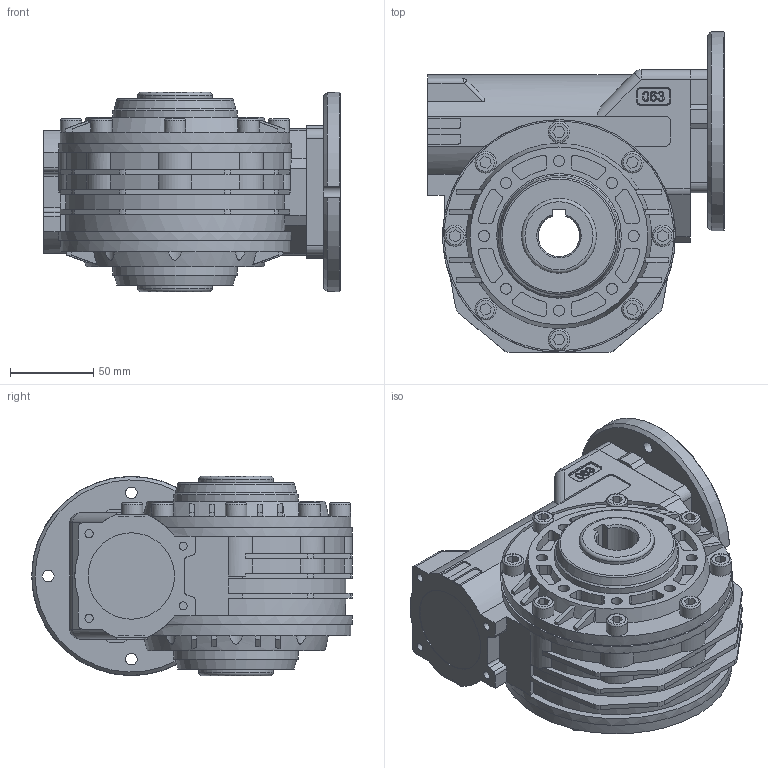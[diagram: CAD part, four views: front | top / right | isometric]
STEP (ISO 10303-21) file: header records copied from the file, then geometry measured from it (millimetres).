
FILE_DESCRIPTION(/* description */ ('Unknown'),/* implementation_level */ '2;1');
FILE_NAME(/* name */ '_P_063_FB_xxx_C_0_-R_B3_-D_',/* time_stamp */ '2025-09-09T13:38:27+02:00',/* author */ ('Unknown'),/* organization */ ('Unknown'),/* preprocessor_version */ 'ST-DEVELOPER v18.104',/* originating_system */ 'Solid Edge',/* authorisation */ 'Unknown');
FILE_SCHEMA (('AUTOMOTIVE_DESIGN {1 0 10303 214 3 1 1}'));
Length unit declared in the file: millimetre
Products named in the file (4): _P_063_FB_xxx_C_0_-R_B3_-D_; _B_063_FB_; C405093P; 0634046
Assembly tree (3 placements, depth 2):
  _P_063_FB_xxx_C_0_-R_B3_-D_
    _B_063_FB_
    C405093P
    0634046
Bounding box: 178.5 x 192.99 x 120 mm (x, y, z)
Volume: 1834864.4 mm3; surface area: 183344.1 mm2
Topology: 3 solids, 3 shells, 778 faces, 1988 edges, 1307 vertices
Faces by surface type: plane 473, cylinder 239, bspline 22, torus 21, cone 21, sphere 2
Full cylindrical faces by diameter (mm): 4.917 x4, 6.647 x20, 7 x3, 12.8 x8, 24.5 x1, 30 x1, 35 x2, 45 x2, 47 x1, 52 x1, 62 x2, 75 x2, 80 x1, 138 x1
Entity records: 29776 total; most frequent: CARTESIAN_POINT 5577, DIRECTION 3935, ORIENTED_EDGE 3782, EDGE_CURVE 1891, AXIS2_PLACEMENT_3D 1392, VERTEX_POINT 1283, LINE 1151, VECTOR 1151
